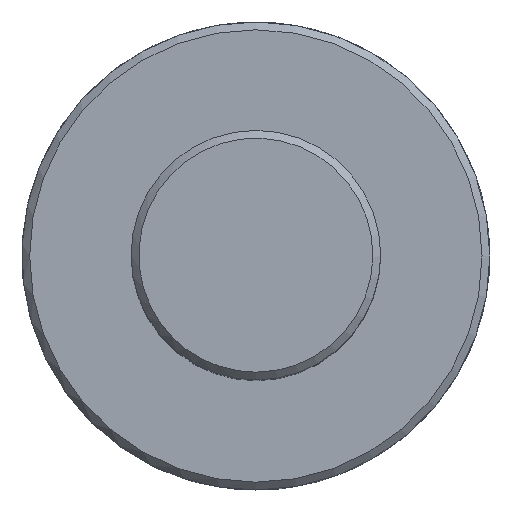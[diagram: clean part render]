
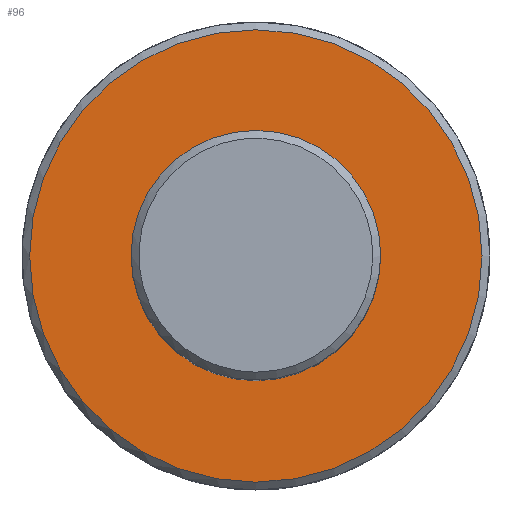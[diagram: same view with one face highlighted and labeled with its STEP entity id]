
A CAD part, top view. The second image highlights one B-rep face of the part: STEP entity #96.
In plain terms, the highlighted planar face has unit normal (0, 0, 1).
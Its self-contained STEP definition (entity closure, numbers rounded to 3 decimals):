
#96=ADVANCED_FACE('',(#135),#116,.F.);
#116=PLANE('',#497);
#135=FACE_OUTER_BOUND('',#165,.T.);
#165=EDGE_LOOP('',(#263));
#184=CIRCLE('',#495,14.5);
#263=ORIENTED_EDGE('',*,*,#371,.T.);
#323=VERTEX_POINT('',#801);
#371=EDGE_CURVE('',#323,#323,#184,.T.);
#495=AXIS2_PLACEMENT_3D('',#800,#598,#599);
#497=AXIS2_PLACEMENT_3D('',#803,#602,#603);
#598=DIRECTION('',(0.,0.,1.));
#599=DIRECTION('',(0.,-1.,0.));
#602=DIRECTION('',(0.,0.,-1.));
#603=DIRECTION('',(0.,-1.,0.));
#800=CARTESIAN_POINT('',(0.,0.,0.));
#801=CARTESIAN_POINT('',(0.,-14.5,0.));
#803=CARTESIAN_POINT('',(0.,0.,0.));
